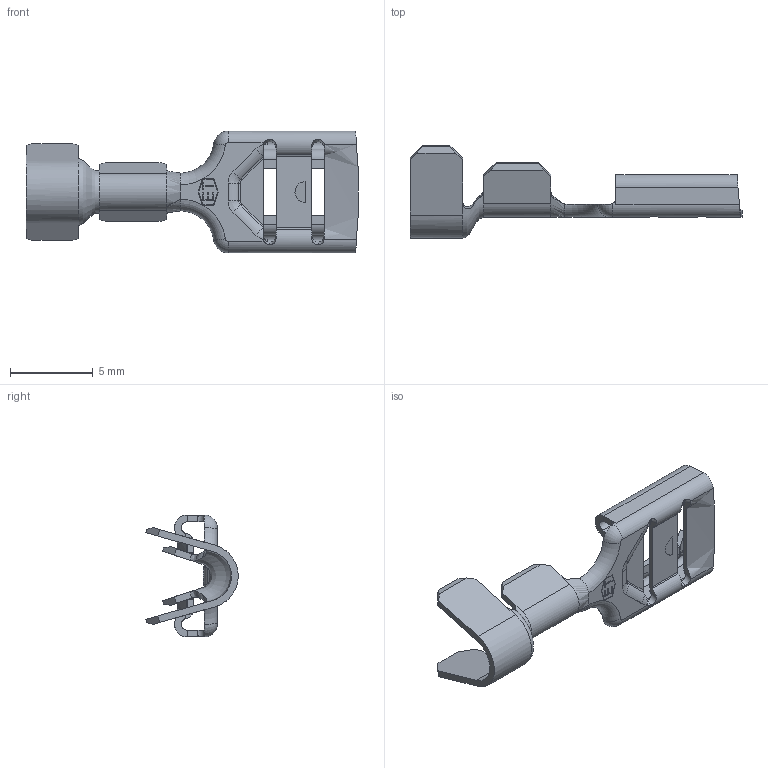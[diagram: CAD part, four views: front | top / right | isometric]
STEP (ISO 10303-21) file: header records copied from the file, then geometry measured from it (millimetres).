
FILE_DESCRIPTION (( 'STEP AP203' ), '1' );
FILE_NAME ('07670.STEP', '2015-01-28T19:48:57', ( '' ), ( '' ), 'SwSTEP 2.0', 'SolidWorks 2014', '' );
FILE_SCHEMA (( 'CONFIG_CONTROL_DESIGN' ));
Length unit declared in the file: inch
Products named in the file (1): 07670
Bounding box: 20.07 x 5.59 x 7.37 mm (x, y, z)
Volume: 78.9 mm3; surface area: 446 mm2
Topology: 1 solids, 1 shells, 298 faces, 845 edges, 550 vertices
Faces by surface type: plane 155, cylinder 60, bspline 45, torus 30, cone 8
Entity records: 11600 total; most frequent: CARTESIAN_POINT 4218, ORIENTED_EDGE 1690, DIRECTION 1314, EDGE_CURVE 845, VERTEX_POINT 550, LINE 456, VECTOR 456, AXIS2_PLACEMENT_3D 429
